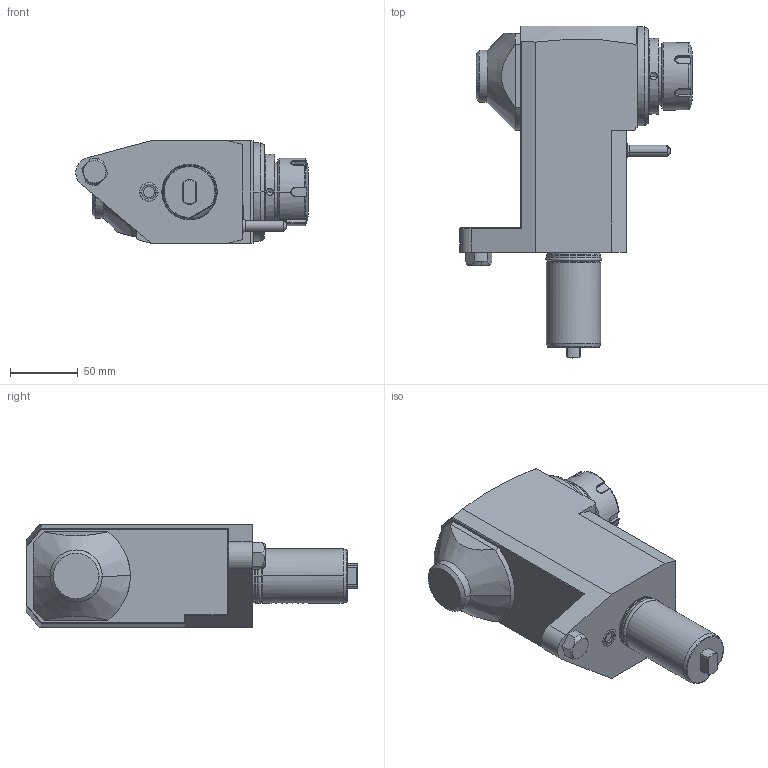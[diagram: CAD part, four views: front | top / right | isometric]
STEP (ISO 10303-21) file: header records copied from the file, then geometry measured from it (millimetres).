
FILE_DESCRIPTION((''),'2;1');
FILE_NAME('NGT1_40_221_32_3_1_130MZ2','2022-02-15T',('vali'),('NOVA GRUP'),'PRO/ENGINEER BY PARAMETRIC TECHNOLOGY CORPORATION, 2010280','PRO/ENGINEER BY PARAMETRIC TECHNOLOGY CORPORATION, 2010280','');
FILE_SCHEMA(('CONFIG_CONTROL_DESIGN'));
Length unit declared in the file: millimetre
Products named in the file (1): NGT1_40_221_32_3_1_130MZ2
Bounding box: 171.59 x 245 x 76 mm (x, y, z)
Volume: 1311633.5 mm3; surface area: 93503.8 mm2
Topology: 1 solids, 1 shells, 295 faces, 748 edges, 474 vertices
Faces by surface type: plane 132, cylinder 76, cone 38, bspline 28, torus 19, sphere 2
Entity records: 12032 total; most frequent: CARTESIAN_POINT 5294, ORIENTED_EDGE 1496, DIRECTION 1219, EDGE_CURVE 748, VERTEX_POINT 474, AXIS2_PLACEMENT_3D 434, VECTOR 351, LINE 351
